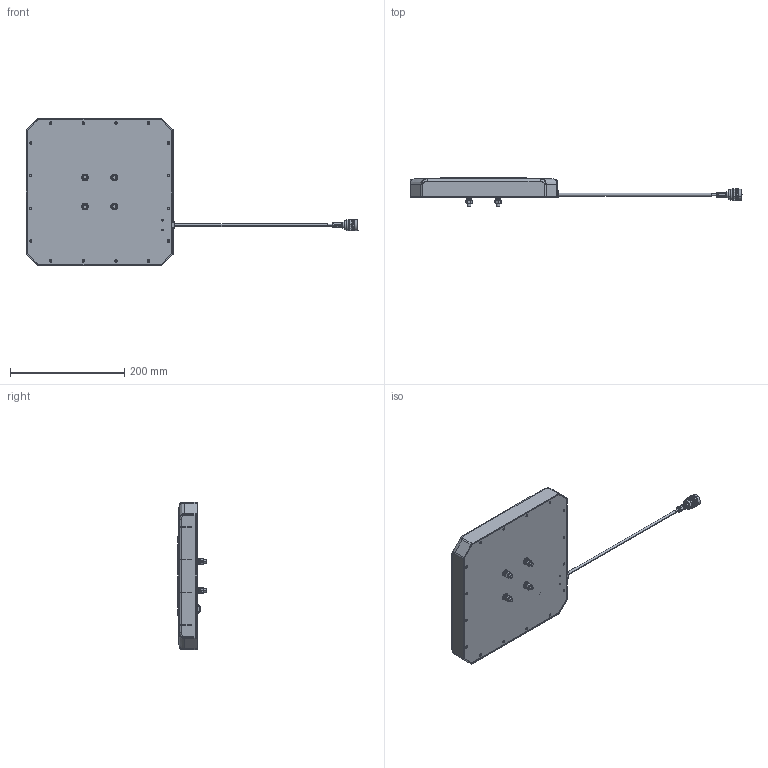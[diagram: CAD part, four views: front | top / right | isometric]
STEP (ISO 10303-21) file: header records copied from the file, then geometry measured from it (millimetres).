
FILE_DESCRIPTION (( 'STEP AP214' ), '1' );
FILE_NAME ('LCANFP1072_3D.step', '2023-01-31T07:42:42', ( '' ), ( '' ), 'SwSTEP 2.0', 'SolidWorks 2022', '' );
FILE_SCHEMA (( 'AUTOMOTIVE_DESIGN' ));
Length unit declared in the file: inch
Products named in the file (3): LCANFP1072_3D; LCANFP1072_Base Model; PE4329_Assemble
Assembly tree (2 placements, depth 2):
  LCANFP1072_3D
    LCANFP1072_Base Model
    PE4329_Assemble
Bounding box: 581.72 x 49.4 x 258.01 mm (x, y, z)
Volume: 379710.5 mm3; surface area: 402257.4 mm2
Topology: 21 solids, 21 shells, 2194 faces, 5512 edges, 3408 vertices
Faces by surface type: bspline 895, cylinder 697, plane 499, cone 101, torus 2
Entity records: 105924 total; most frequent: CARTESIAN_POINT 50716, ORIENTED_EDGE 11024, DIRECTION 5906, EDGE_CURVE 5512, VERTEX_POINT 3408, EDGE_LOOP 2306, AXIS2_PLACEMENT_3D 2203, FACE_OUTER_BOUND 2194
